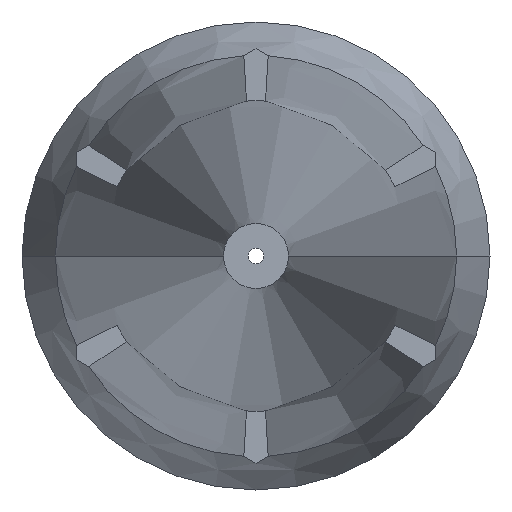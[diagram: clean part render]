
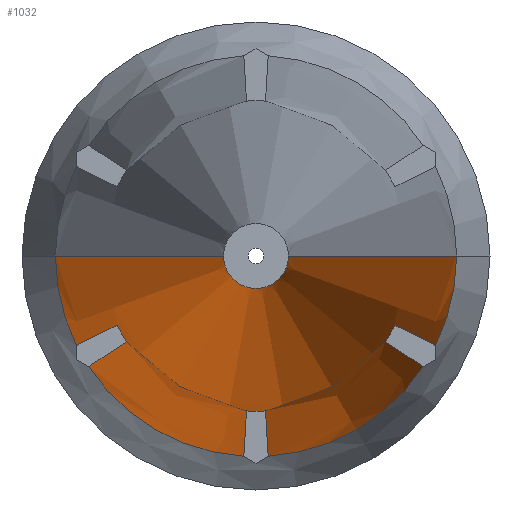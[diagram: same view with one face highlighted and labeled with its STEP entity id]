
A CAD part, front view. The second image highlights one B-rep face of the part: STEP entity #1032.
In plain terms, the highlighted conical face has half-angle 2.504 degrees and reference radius 1.742 mm.
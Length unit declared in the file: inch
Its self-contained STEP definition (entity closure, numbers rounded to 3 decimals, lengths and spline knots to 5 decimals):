
#81=CARTESIAN_POINT('',(0.,-1.16142,0.));
#82=DIRECTION('',(0.,1.,0.));
#83=DIRECTION('',(1.,0.,0.));
#84=AXIS2_PLACEMENT_3D('',#81,#82,#83);
#114=DIRECTION('',(0.044,-0.999,0.));
#115=VECTOR('',#114,2.26594);
#116=CARTESIAN_POINT('',(-0.11811,1.10236,0.));
#117=LINE('',#116,#115);
#121=CARTESIAN_POINT('',(0.,0.49213,0.));
#122=DIRECTION('',(0.,-1.,0.));
#123=DIRECTION('',(-0.895,0.,-0.446));
#124=AXIS2_PLACEMENT_3D('',#121,#122,#123);
#150=DIRECTION('',(-0.036,0.999,-0.024));
#151=VECTOR('',#150,0.61082);
#152=CARTESIAN_POINT('',(-0.07624,0.49213,
-0.05045));
#153=LINE('',#152,#151);
#174=CARTESIAN_POINT('',(0.,1.10236,0.));
#175=DIRECTION('',(0.,-1.,0.));
#176=DIRECTION('',(-0.834,0.,-0.552));
#177=AXIS2_PLACEMENT_3D('',#174,#175,#176);
#182=CARTESIAN_POINT('',(0.,1.10236,0.));
#183=DIRECTION('',(0.,-1.,0.));
#184=DIRECTION('',(0.061,0.,-0.998));
#185=AXIS2_PLACEMENT_3D('',#182,#183,#184);
#190=CARTESIAN_POINT('',(0.,1.10236,0.));
#191=DIRECTION('',(0.,-1.,0.));
#192=DIRECTION('',(0.895,0.,-0.446));
#193=AXIS2_PLACEMENT_3D('',#190,#191,#192);
#205=CARTESIAN_POINT('',(0.,1.10236,0.));
#206=DIRECTION('',(0.,-1.,0.));
#207=DIRECTION('',(-1.,0.,0.));
#208=AXIS2_PLACEMENT_3D('',#205,#206,#207);
#230=DIRECTION('',(0.003,-0.999,0.044));
#231=VECTOR('',#230,0.61082);
#232=CARTESIAN_POINT('',(-0.0072,1.10236,
-0.11789));
#233=LINE('',#232,#231);
#244=CARTESIAN_POINT('',(0.,0.49213,0.));
#245=DIRECTION('',(0.,-1.,0.));
#246=DIRECTION('',(-0.061,0.,-0.998));
#247=AXIS2_PLACEMENT_3D('',#244,#245,#246);
#280=DIRECTION('',(0.003,0.999,-0.044));
#281=VECTOR('',#280,0.61082);
#282=CARTESIAN_POINT('',(0.00557,0.49213,
-0.09125));
#283=LINE('',#282,#281);
#321=DIRECTION('',(-0.036,-0.999,0.024));
#322=VECTOR('',#321,0.61082);
#323=CARTESIAN_POINT('',(0.0985,1.10236,
-0.06518));
#324=LINE('',#323,#322);
#335=CARTESIAN_POINT('',(0.,0.49213,0.));
#336=DIRECTION('',(0.,-1.,0.));
#337=DIRECTION('',(0.834,0.,-0.552));
#338=AXIS2_PLACEMENT_3D('',#335,#336,#337);
#364=DIRECTION('',(0.039,0.999,-0.02));
#365=VECTOR('',#364,0.61082);
#366=CARTESIAN_POINT('',(0.08181,0.49213,
-0.0408));
#367=LINE('',#366,#365);
#441=DIRECTION('',(-0.044,-0.999,0.));
#442=VECTOR('',#441,2.26594);
#443=CARTESIAN_POINT('',(0.11811,1.10236,0.));
#444=LINE('',#443,#442);
#844=DIRECTION('',(0.039,-0.999,0.02));
#845=VECTOR('',#844,0.61082);
#846=CARTESIAN_POINT('',(-0.1057,1.10236,
-0.05271));
#847=LINE('',#846,#845);
#858=CARTESIAN_POINT('',(0.01909,-1.16142,0.));
#859=CARTESIAN_POINT('',(-0.01909,-1.16142,0.));
#860=VERTEX_POINT('',#858);
#861=VERTEX_POINT('',#859);
#866=CARTESIAN_POINT('',(-0.08181,0.49213,
-0.0408));
#867=CARTESIAN_POINT('',(-0.07624,0.49213,
-0.05045));
#868=VERTEX_POINT('',#866);
#869=VERTEX_POINT('',#867);
#870=CARTESIAN_POINT('',(-0.1057,1.10236,
-0.05271));
#871=VERTEX_POINT('',#870);
#872=CARTESIAN_POINT('',(-0.11811,1.10236,0.));
#873=VERTEX_POINT('',#872);
#874=CARTESIAN_POINT('',(0.11811,1.10236,0.));
#875=VERTEX_POINT('',#874);
#876=CARTESIAN_POINT('',(0.1057,1.10236,
-0.05271));
#877=VERTEX_POINT('',#876);
#878=CARTESIAN_POINT('',(0.08181,0.49213,
-0.0408));
#879=VERTEX_POINT('',#878);
#880=CARTESIAN_POINT('',(0.07624,0.49213,
-0.05045));
#881=VERTEX_POINT('',#880);
#882=CARTESIAN_POINT('',(0.0985,1.10236,
-0.06518));
#883=VERTEX_POINT('',#882);
#884=CARTESIAN_POINT('',(0.0072,1.10236,
-0.11789));
#885=VERTEX_POINT('',#884);
#886=CARTESIAN_POINT('',(0.00557,0.49213,
-0.09125));
#887=VERTEX_POINT('',#886);
#888=CARTESIAN_POINT('',(-0.00557,0.49213,
-0.09125));
#889=VERTEX_POINT('',#888);
#890=CARTESIAN_POINT('',(-0.0072,1.10236,
-0.11789));
#891=VERTEX_POINT('',#890);
#892=CARTESIAN_POINT('',(-0.0985,1.10236,
-0.06518));
#893=VERTEX_POINT('',#892);
#994=CARTESIAN_POINT('',(0.,-0.02953,0.));
#995=DIRECTION('',(0.,1.,0.));
#996=DIRECTION('',(1.,0.,0.));
#997=AXIS2_PLACEMENT_3D('',#994,#995,#996);
#998=CONICAL_SURFACE('',#997,0.0686,2.504);
#1000=ORIENTED_EDGE('',*,*,#999,.F.);
#1002=ORIENTED_EDGE('',*,*,#1001,.F.);
#1004=ORIENTED_EDGE('',*,*,#1003,.F.);
#1006=ORIENTED_EDGE('',*,*,#1005,.T.);
#1007=ORIENTED_EDGE('',*,*,#981,.F.);
#1009=ORIENTED_EDGE('',*,*,#1008,.F.);
#1011=ORIENTED_EDGE('',*,*,#1010,.F.);
#1013=ORIENTED_EDGE('',*,*,#1012,.F.);
#1015=ORIENTED_EDGE('',*,*,#1014,.F.);
#1017=ORIENTED_EDGE('',*,*,#1016,.F.);
#1019=ORIENTED_EDGE('',*,*,#1018,.F.);
#1021=ORIENTED_EDGE('',*,*,#1020,.F.);
#1023=ORIENTED_EDGE('',*,*,#1022,.F.);
#1025=ORIENTED_EDGE('',*,*,#1024,.F.);
#1027=ORIENTED_EDGE('',*,*,#1026,.F.);
#1029=ORIENTED_EDGE('',*,*,#1028,.F.);
#1030=EDGE_LOOP('',(#1000,#1002,#1004,#1006,#1007,#1009,#1011,#1013,#1015,#1017,
#1019,#1021,#1023,#1025,#1027,#1029));
#1031=FACE_OUTER_BOUND('',#1030,.F.);
#85=CIRCLE('',#84,0.01909);
#125=CIRCLE('',#124,0.09142);
#178=CIRCLE('',#177,0.11811);
#186=CIRCLE('',#185,0.11811);
#194=CIRCLE('',#193,0.11811);
#209=CIRCLE('',#208,0.11811);
#248=CIRCLE('',#247,0.09142);
#339=CIRCLE('',#338,0.09142);
#981=EDGE_CURVE('',#860,#861,#85,.T.);
#999=EDGE_CURVE('',#868,#869,#125,.T.);
#1001=EDGE_CURVE('',#871,#868,#847,.T.);
#1003=EDGE_CURVE('',#873,#871,#209,.T.);
#1005=EDGE_CURVE('',#873,#861,#117,.T.);
#1008=EDGE_CURVE('',#875,#860,#444,.T.);
#1010=EDGE_CURVE('',#877,#875,#194,.T.);
#1012=EDGE_CURVE('',#879,#877,#367,.T.);
#1014=EDGE_CURVE('',#881,#879,#339,.T.);
#1016=EDGE_CURVE('',#883,#881,#324,.T.);
#1018=EDGE_CURVE('',#885,#883,#186,.T.);
#1020=EDGE_CURVE('',#887,#885,#283,.T.);
#1022=EDGE_CURVE('',#889,#887,#248,.T.);
#1024=EDGE_CURVE('',#891,#889,#233,.T.);
#1026=EDGE_CURVE('',#893,#891,#178,.T.);
#1028=EDGE_CURVE('',#869,#893,#153,.T.);
#1032=ADVANCED_FACE('',(#1031),#998,.T.);
